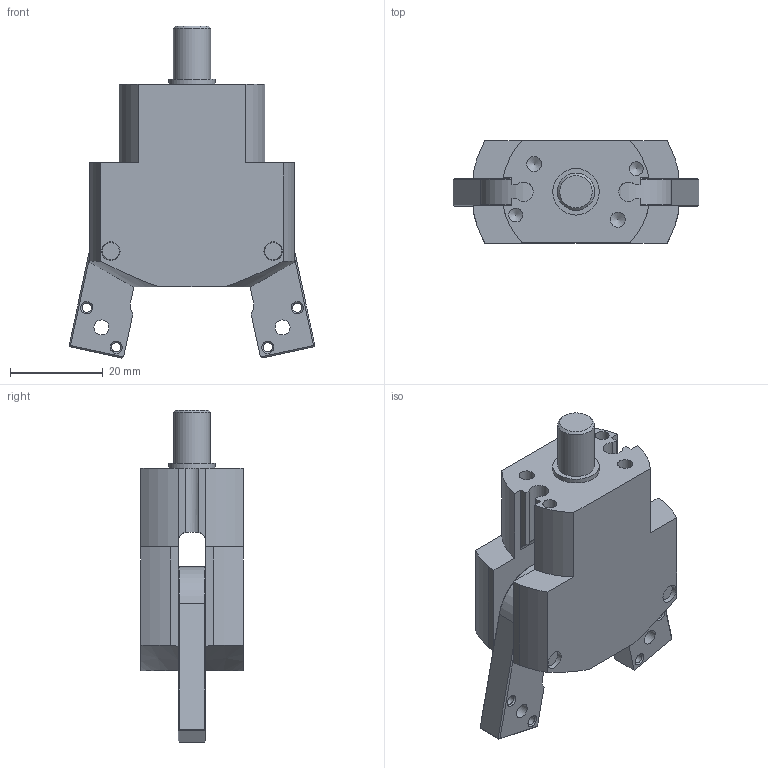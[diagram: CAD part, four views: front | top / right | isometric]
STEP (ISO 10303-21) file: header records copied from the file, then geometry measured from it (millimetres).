
FILE_DESCRIPTION(/* description */ (''),/* implementation_level */ '2;1');
FILE_NAME(/* name */ 'PLA16.stp',/* time_stamp */ '2017-11-28T11:43:44+01:00',/* author */ ('Tecnico'),/* organization */ (''),/* preprocessor_version */ 'ST-DEVELOPER v16.13',/* originating_system */ 'Autodesk Inventor 2018',/* authorisation */ '');
FILE_SCHEMA (('AUTOMOTIVE_DESIGN { 1 0 10303 214 3 1 1 }'));
Length unit declared in the file: millimetre
Products named in the file (4): PLA16; PLA16-CORPO; PLA16-GRIFFA; ISO 8734 - 4 x 20 - A
Assembly tree (5 placements, depth 2):
  PLA16
    PLA16-CORPO
    PLA16-GRIFFA  x2
    ISO 8734 - 4 x 20 - A  x2
Bounding box: 52.92 x 22 x 71.52 mm (x, y, z)
Volume: 31700.8 mm3; surface area: 13829.8 mm2
Topology: 5 solids, 5 shells, 163 faces, 426 edges, 274 vertices
Faces by surface type: plane 67, cylinder 56, cone 40
Full cylindrical faces by diameter (mm): 2 x4, 2.459 x1, 3 x2, 3.242 x4, 4 x8, 4.134 x2, 8 x1, 10 x1, 17 x1
Entity records: 3781 total; most frequent: CARTESIAN_POINT 778, DIRECTION 606, ORIENTED_EDGE 546, EDGE_CURVE 273, AXIS2_PLACEMENT_3D 231, VERTEX_POINT 195, EDGE_LOOP 174, LINE 144
